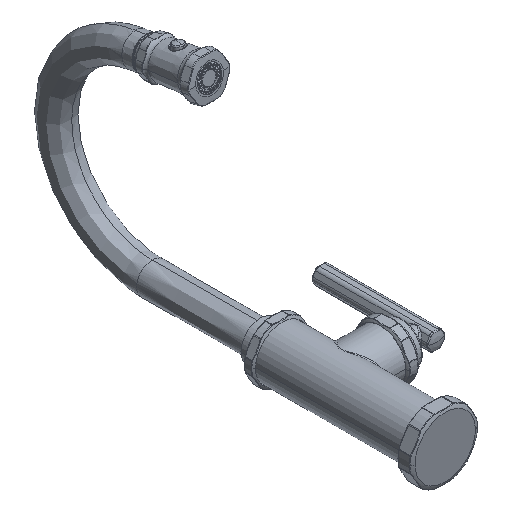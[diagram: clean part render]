
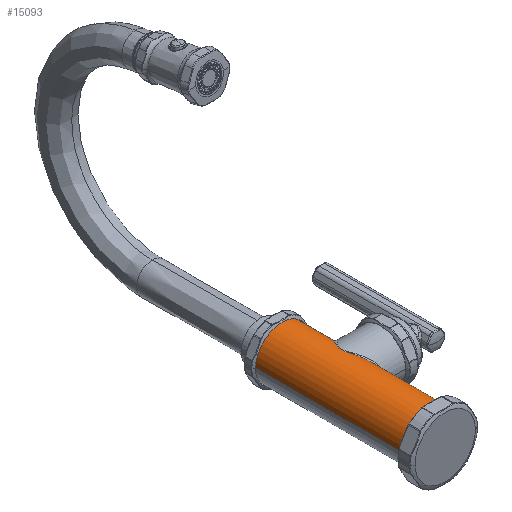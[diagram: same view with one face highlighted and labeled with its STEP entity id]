
A CAD part, isometric view. The second image highlights one B-rep face of the part: STEP entity #15093.
In plain terms, the highlighted cylindrical face has radius 24.13 mm (diameter 48.26 mm), a partial arc.
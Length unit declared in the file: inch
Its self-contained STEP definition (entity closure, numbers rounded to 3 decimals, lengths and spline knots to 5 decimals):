
#3947=CARTESIAN_POINT('',(0.,1.,0.));
#3948=DIRECTION('',(0.,1.,0.));
#3949=DIRECTION('',(-1.,0.,0.));
#3950=AXIS2_PLACEMENT_3D('',#3947,#3948,#3949);
#3955=DIRECTION('',(0.,1.,0.));
#3956=VECTOR('',#3955,5.57);
#3957=CARTESIAN_POINT('',(-0.95,1.,0.));
#3958=LINE('',#3957,#3956);
#3962=CARTESIAN_POINT('',(0.,6.57,0.));
#3963=DIRECTION('',(0.,-1.,0.));
#3964=DIRECTION('',(1.,0.,0.));
#3965=AXIS2_PLACEMENT_3D('',#3962,#3963,#3964);
#3970=DIRECTION('',(0.,-1.,0.));
#3971=VECTOR('',#3970,1.08);
#3972=CARTESIAN_POINT('',(0.95,6.57,0.));
#3973=LINE('',#3972,#3971);
#3977=CARTESIAN_POINT('',(0.95,5.49,
0.));
#3978=CARTESIAN_POINT('',(0.95,5.49,
0.01493));
#3979=CARTESIAN_POINT('',(0.9493,5.48917,
0.04494));
#3980=CARTESIAN_POINT('',(0.94607,5.48543,
0.09032));
#3981=CARTESIAN_POINT('',(0.94059,5.47908,
0.13604));
#3982=CARTESIAN_POINT('',(0.93279,5.47,
0.18206));
#3983=CARTESIAN_POINT('',(0.92257,5.45812,
0.22831));
#3984=CARTESIAN_POINT('',(0.90985,5.4433,
0.27469));
#3985=CARTESIAN_POINT('',(0.89451,5.4254,
0.32121));
#3986=CARTESIAN_POINT('',(0.87637,5.40419,
0.36789));
#3987=CARTESIAN_POINT('',(0.85525,5.37942,
0.41467));
#3988=CARTESIAN_POINT('',(0.83098,5.35087,
0.46143));
#3989=CARTESIAN_POINT('',(0.8034,5.31827,
0.50799));
#3990=CARTESIAN_POINT('',(0.77234,5.28137,
0.55412));
#3991=CARTESIAN_POINT('',(0.73768,5.23991,
0.59953));
#3992=CARTESIAN_POINT('',(0.69937,5.19367,
0.64385));
#3993=CARTESIAN_POINT('',(0.65746,5.14248,
0.68663));
#3994=CARTESIAN_POINT('',(0.61219,5.08631,
0.7273));
#3995=CARTESIAN_POINT('',(0.56408,5.02531,
0.76523));
#3996=CARTESIAN_POINT('',(0.5141,4.95992,
0.79959));
#3997=CARTESIAN_POINT('',(0.46691,4.89536,
0.82785));
#3998=CARTESIAN_POINT('',(0.42636,4.83648,
0.84929));
#3999=CARTESIAN_POINT('',(0.39238,4.78333,
0.8654));
#4000=CARTESIAN_POINT('',(0.36411,4.7348,
0.8776));
#4001=CARTESIAN_POINT('',(0.34119,4.69031,
0.88671));
#4002=CARTESIAN_POINT('',(0.32325,4.64989,
0.89337));
#4003=CARTESIAN_POINT('',(0.30986,4.61313,
0.89807));
#4004=CARTESIAN_POINT('',(0.30034,4.57946,
0.90129));
#4005=CARTESIAN_POINT('',(0.29401,4.5483,
0.90336));
#4006=CARTESIAN_POINT('',(0.29045,4.51879,
0.90451));
#4007=CARTESIAN_POINT('',(0.28933,4.49004,
0.90487));
#4008=CARTESIAN_POINT('',(0.29042,4.46131,
0.90452));
#4009=CARTESIAN_POINT('',(0.29401,4.43183,
0.90337));
#4010=CARTESIAN_POINT('',(0.30031,4.40067,
0.9013));
#4011=CARTESIAN_POINT('',(0.30979,4.36705,
0.8981));
#4012=CARTESIAN_POINT('',(0.32317,4.33035,
0.89339));
#4013=CARTESIAN_POINT('',(0.34108,4.28987,
0.88675));
#4014=CARTESIAN_POINT('',(0.36406,4.24531,
0.87762));
#4015=CARTESIAN_POINT('',(0.39234,4.1967,
0.86542));
#4016=CARTESIAN_POINT('',(0.42649,4.14334,
0.84922));
#4017=CARTESIAN_POINT('',(0.46699,4.08453,
0.82781));
#4018=CARTESIAN_POINT('',(0.51417,4.01999,
0.79955));
#4019=CARTESIAN_POINT('',(0.56402,3.95477,
0.76527));
#4020=CARTESIAN_POINT('',(0.61224,3.89363,
0.72726));
#4021=CARTESIAN_POINT('',(0.65745,3.83754,
0.68664));
#4022=CARTESIAN_POINT('',(0.69938,3.78632,
0.64384));
#4023=CARTESIAN_POINT('',(0.73768,3.74009,
0.59953));
#4024=CARTESIAN_POINT('',(0.77234,3.69863,
0.55412));
#4025=CARTESIAN_POINT('',(0.8034,3.66173,
0.50799));
#4026=CARTESIAN_POINT('',(0.83098,3.62913,
0.46143));
#4027=CARTESIAN_POINT('',(0.85525,3.60058,
0.41467));
#4028=CARTESIAN_POINT('',(0.87636,3.57582,
0.36789));
#4029=CARTESIAN_POINT('',(0.89451,3.55461,
0.32121));
#4030=CARTESIAN_POINT('',(0.90985,3.5367,
0.2747));
#4031=CARTESIAN_POINT('',(0.92257,3.52188,
0.22832));
#4032=CARTESIAN_POINT('',(0.93279,3.51,
0.18206));
#4033=CARTESIAN_POINT('',(0.94059,3.50092,
0.13604));
#4034=CARTESIAN_POINT('',(0.94607,3.49457,
0.09032));
#4035=CARTESIAN_POINT('',(0.9493,3.49083,
0.04495));
#4036=CARTESIAN_POINT('',(0.95,3.49,
0.01493));
#4037=CARTESIAN_POINT('',(0.95,3.49,
0.));
#4042=DIRECTION('',(0.,-1.,0.));
#4043=VECTOR('',#4042,2.49);
#4044=CARTESIAN_POINT('',(0.95,3.49,
0.));
#4045=LINE('',#4044,#4043);
#5891=CARTESIAN_POINT('',(0.95,3.49,
0.));
#5951=CARTESIAN_POINT('',(0.95,5.49,
0.));
#8255=VERTEX_POINT('',#5891);
#8256=VERTEX_POINT('',#5951);
#8257=CARTESIAN_POINT('',(0.95,6.57,0.));
#8258=CARTESIAN_POINT('',(-0.95,6.57,0.));
#8259=VERTEX_POINT('',#8257);
#8260=VERTEX_POINT('',#8258);
#8885=CARTESIAN_POINT('',(-0.95,1.,0.));
#8886=CARTESIAN_POINT('',(0.95,1.,0.));
#8887=VERTEX_POINT('',#8885);
#8888=VERTEX_POINT('',#8886);
#15075=CARTESIAN_POINT('',(0.,-0.332,0.));
#15076=DIRECTION('',(0.,1.,0.));
#15077=DIRECTION('',(1.,0.,0.));
#15078=AXIS2_PLACEMENT_3D('',#15075,#15076,#15077);
#15079=CYLINDRICAL_SURFACE('',#15078,0.95);
#15081=ORIENTED_EDGE('',*,*,#15080,.F.);
#15083=ORIENTED_EDGE('',*,*,#15082,.T.);
#15085=ORIENTED_EDGE('',*,*,#15084,.F.);
#15087=ORIENTED_EDGE('',*,*,#15086,.T.);
#15088=ORIENTED_EDGE('',*,*,#15055,.T.);
#15090=ORIENTED_EDGE('',*,*,#15089,.T.);
#15091=EDGE_LOOP('',(#15081,#15083,#15085,#15087,#15088,#15090));
#15092=FACE_OUTER_BOUND('',#15091,.F.);
#3951=CIRCLE('',#3950,0.95);
#3966=CIRCLE('',#3965,0.95);
#4038=B_SPLINE_CURVE_WITH_KNOTS('',3,(#3977,#3978,#3979,#3980,#3981,#3982,#3983,
#3984,#3985,#3986,#3987,#3988,#3989,#3990,#3991,#3992,#3993,#3994,#3995,#3996,
#3997,#3998,#3999,#4000,#4001,#4002,#4003,#4004,#4005,#4006,#4007,#4008,#4009,
#4010,#4011,#4012,#4013,#4014,#4015,#4016,#4017,#4018,#4019,#4020,#4021,#4022,
#4023,#4024,#4025,#4026,#4027,#4028,#4029,#4030,#4031,#4032,#4033,#4034,#4035,
#4036,#4037),.UNSPECIFIED.,.F.,.F.,(4,1,1,1,1,1,1,1,1,1,1,1,1,1,1,1,1,1,1,1,1,1,
1,1,1,1,1,1,1,1,1,1,1,1,1,1,1,1,1,1,1,1,1,1,1,1,1,1,1,1,1,1,1,1,1,1,1,1,4),
(0.,0.01724,0.03448,0.05172,0.06897,
0.08621,0.10345,0.12069,0.13793,
0.15517,0.17241,0.18966,0.2069,
0.22414,0.24138,0.25862,0.27586,
0.2931,0.31034,0.32759,0.34483,
0.36207,0.37931,0.39655,0.41379,
0.43103,0.44828,0.46552,0.48276,0.5,
0.51724,0.53448,0.55172,0.56897,
0.58621,0.60345,0.62069,0.63793,
0.65517,0.67241,0.68966,0.7069,
0.72414,0.74138,0.75862,0.77586,
0.7931,0.81034,0.82759,0.84483,
0.86207,0.87931,0.89655,0.91379,
0.93103,0.94828,0.96552,0.98276,1.),
.UNSPECIFIED.);
#15055=EDGE_CURVE('',#8256,#8255,#4038,.T.);
#15080=EDGE_CURVE('',#8887,#8888,#3951,.T.);
#15082=EDGE_CURVE('',#8887,#8260,#3958,.T.);
#15084=EDGE_CURVE('',#8259,#8260,#3966,.T.);
#15086=EDGE_CURVE('',#8259,#8256,#3973,.T.);
#15089=EDGE_CURVE('',#8255,#8888,#4045,.T.);
#15093=ADVANCED_FACE('',(#15092),#15079,.T.);
